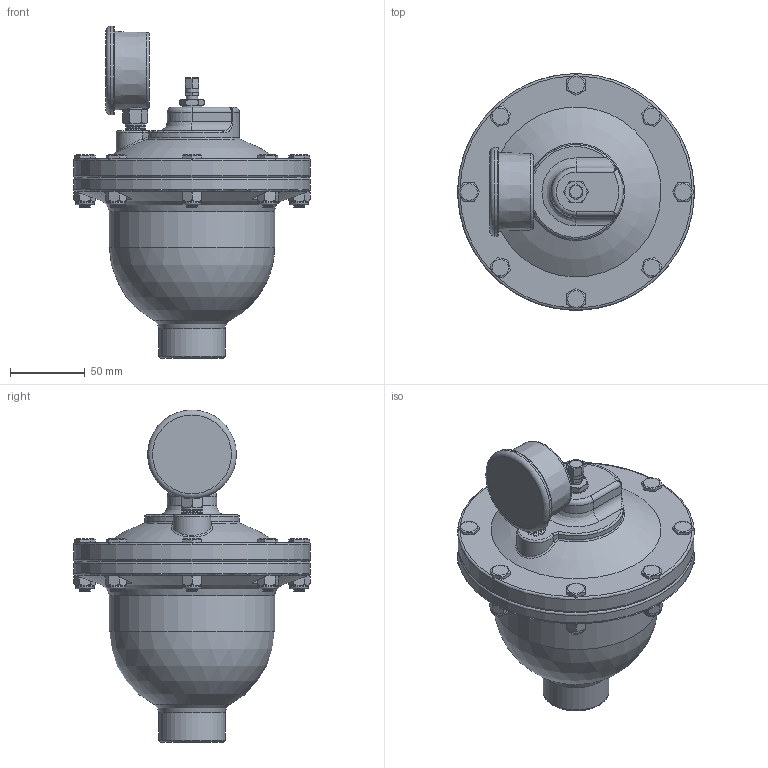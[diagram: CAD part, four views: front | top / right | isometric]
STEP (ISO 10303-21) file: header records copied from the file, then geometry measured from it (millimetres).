
FILE_DESCRIPTION((''),'2;1');
FILE_NAME('APHIIF-ALLOY_R0.ipt.stp','2017-07-10T10:05:05',(''),(''),'Autodesk Inventor 2009','Autodesk Inventor 2009','');
FILE_SCHEMA(('AUTOMOTIVE_DESIGN { 1 0 10303 214 1 1 1 1 }'));
Length unit declared in the file: inch
Products named in the file (1): APHIIF-ALLOY_R0
Bounding box: 158.75 x 158.75 x 222.82 mm (x, y, z)
Volume: 683658.4 mm3; surface area: 156957 mm2
Topology: 12 solids, 12 shells, 731 faces, 1807 edges, 1107 vertices
Faces by surface type: bspline 244, plane 228, cone 149, cylinder 82, torus 26, sphere 2
Full cylindrical faces by diameter (mm): 3.19 x1, 7.62 x1, 9.349 x1, 11.113 x2, 12.7 x8, 13.716 x2, 44.45 x1, 52.892 x1, 59.608 x1, 98.171 x1, 110.871 x1, 158.75 x2
Entity records: 30582 total; most frequent: CARTESIAN_POINT 15406, ORIENTED_EDGE 3112, DIRECTION 2410, EDGE_CURVE 1556, VERTEX_POINT 1061, AXIS2_PLACEMENT_3D 975, EDGE_LOOP 961, STYLED_ITEM 743
